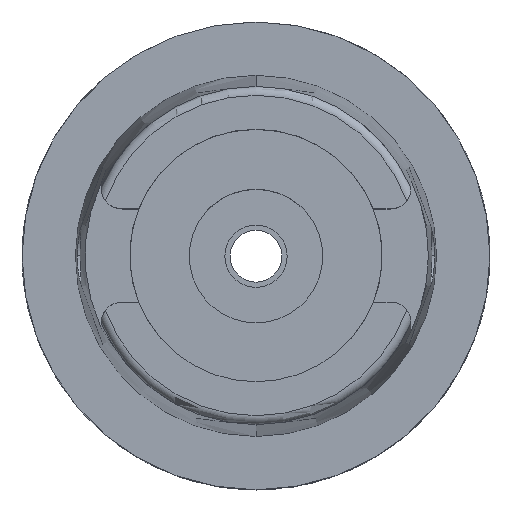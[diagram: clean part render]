
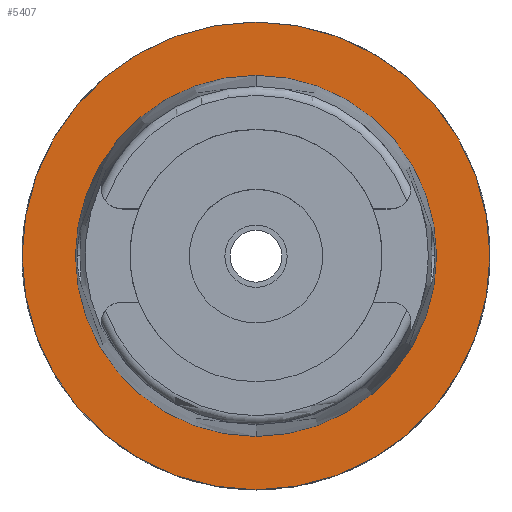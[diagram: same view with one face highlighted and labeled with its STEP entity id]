
A CAD part, top view. The second image highlights one B-rep face of the part: STEP entity #5407.
In plain terms, the highlighted planar face has unit normal (0, 0, 1).
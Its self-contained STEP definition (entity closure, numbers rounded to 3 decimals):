
#371 = DIRECTION ( 'NONE',  ( 0., 1., 0. ) ) ;
#374 = DIRECTION ( 'NONE',  ( 0., 0., -1. ) ) ;
#388 = CIRCLE ( 'NONE', #3580, 31.5 ) ;
#508 = FACE_BOUND ( 'NONE', #1723, .T. ) ;
#603 = CARTESIAN_POINT ( 'NONE',  ( 0., 0., 0. ) ) ;
#868 = VERTEX_POINT ( 'NONE', #2308 ) ;
#959 = EDGE_CURVE ( 'NONE', #2384, #3885, #3646, .T. ) ;
#963 = PLANE ( 'NONE',  #1974 ) ;
#1255 = EDGE_LOOP ( 'NONE', ( #5316, #4570 ) ) ;
#1500 = CARTESIAN_POINT ( 'NONE',  ( 0., 31.5, 0. ) ) ;
#1643 = DIRECTION ( 'NONE',  ( 0., 0., -1. ) ) ;
#1667 = EDGE_CURVE ( 'NONE', #868, #3883, #388, .T. ) ;
#1707 = CARTESIAN_POINT ( 'NONE',  ( 0., 0., 0. ) ) ;
#1723 = EDGE_LOOP ( 'NONE', ( #4807, #1938 ) ) ;
#1938 = ORIENTED_EDGE ( 'NONE', *, *, #959, .F. ) ;
#1974 = AXIS2_PLACEMENT_3D ( 'NONE', #3470, #5202, #4757 ) ;
#2088 = EDGE_CURVE ( 'NONE', #3885, #2384, #2106, .T. ) ;
#2106 = CIRCLE ( 'NONE', #3718, 24.315 ) ;
#2141 = DIRECTION ( 'NONE',  ( 0., -1., 0. ) ) ;
#2214 = FACE_OUTER_BOUND ( 'NONE', #1255, .T. ) ;
#2308 = CARTESIAN_POINT ( 'NONE',  ( 0., -31.5, 0. ) ) ;
#2384 = VERTEX_POINT ( 'NONE', #3382 ) ;
#3382 = CARTESIAN_POINT ( 'NONE',  ( 0., -24.315, 0. ) ) ;
#3470 = CARTESIAN_POINT ( 'NONE',  ( 0., 0., 0. ) ) ;
#3563 = EDGE_CURVE ( 'NONE', #3883, #868, #4277, .T. ) ;
#3580 = AXIS2_PLACEMENT_3D ( 'NONE', #1707, #374, #2141 ) ;
#3646 = CIRCLE ( 'NONE', #5558, 24.315 ) ;
#3718 = AXIS2_PLACEMENT_3D ( 'NONE', #5560, #5131, #5621 ) ;
#3883 = VERTEX_POINT ( 'NONE', #1500 ) ;
#3885 = VERTEX_POINT ( 'NONE', #4117 ) ;
#4038 = DIRECTION ( 'NONE',  ( 0., 0., 1. ) ) ;
#4117 = CARTESIAN_POINT ( 'NONE',  ( 0., 24.315, 0. ) ) ;
#4277 = CIRCLE ( 'NONE', #5288, 31.5 ) ;
#4570 = ORIENTED_EDGE ( 'NONE', *, *, #1667, .F. ) ;
#4757 = DIRECTION ( 'NONE',  ( 1., 0., 0. ) ) ;
#4807 = ORIENTED_EDGE ( 'NONE', *, *, #2088, .F. ) ;
#4915 = DIRECTION ( 'NONE',  ( 0., -1., 0. ) ) ;
#5131 = DIRECTION ( 'NONE',  ( 0., 0., 1. ) ) ;
#5202 = DIRECTION ( 'NONE',  ( 0., 0., 1. ) ) ;
#5288 = AXIS2_PLACEMENT_3D ( 'NONE', #5522, #1643, #371 ) ;
#5316 = ORIENTED_EDGE ( 'NONE', *, *, #3563, .F. ) ;
#5407 = ADVANCED_FACE ( 'NONE', ( #2214, #508 ), #963, .T. ) ;
#5522 = CARTESIAN_POINT ( 'NONE',  ( 0., 0., 0. ) ) ;
#5558 = AXIS2_PLACEMENT_3D ( 'NONE', #603, #4038, #4915 ) ;
#5560 = CARTESIAN_POINT ( 'NONE',  ( 0., 0., 0. ) ) ;
#5621 = DIRECTION ( 'NONE',  ( 0., 1., 0. ) ) ;
